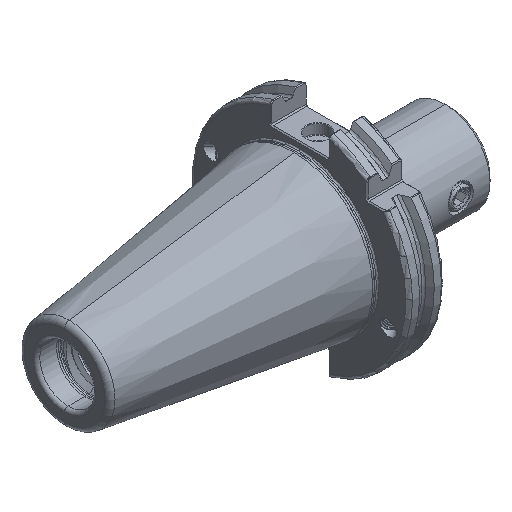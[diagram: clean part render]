
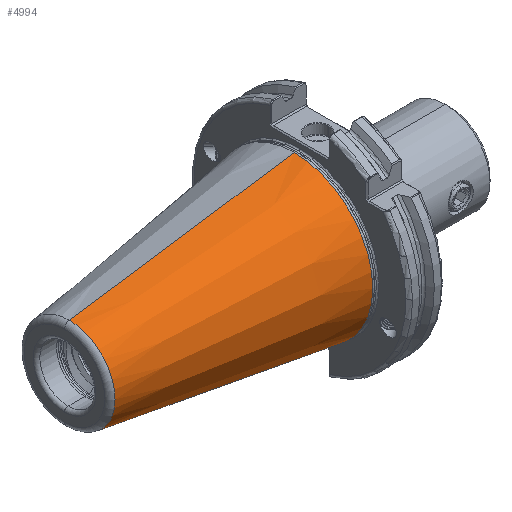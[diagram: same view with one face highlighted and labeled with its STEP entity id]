
A CAD part, isometric view. The second image highlights one B-rep face of the part: STEP entity #4994.
In plain terms, the highlighted conical face has half-angle 8.297 degrees and reference radius 35.392 mm.
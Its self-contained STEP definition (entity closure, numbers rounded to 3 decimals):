
#22 = EDGE_LOOP ( 'NONE', ( #33978, #33945, #33933, #33958, #33962 ) ) ;
#1096 = VERTEX_POINT ( 'NONE', #33459 ) ;
#1128 = VERTEX_POINT ( 'NONE', #33535 ) ;
#1324 = EDGE_CURVE ( 'NONE', #1096, #7268, #35777, .T. ) ;
#1331 = EDGE_CURVE ( 'NONE', #1128, #2463, #35721, .T. ) ;
#1835 = EDGE_CURVE ( 'NONE', #2463, #2452, #16200, .T. ) ;
#2452 = VERTEX_POINT ( 'NONE', #6897 ) ;
#2463 = VERTEX_POINT ( 'NONE', #6890 ) ;
#3857 = CARTESIAN_POINT ( 'NONE',  ( 0., 0., 0. ) ) ;
#3859 = DIRECTION ( 'NONE',  ( 1., 0., 0. ) ) ;
#3891 = DIRECTION ( 'NONE',  ( 0., 0., -1. ) ) ;
#4134 = DIRECTION ( 'NONE',  ( 1., 0., 0. ) ) ;
#4179 = DIRECTION ( 'NONE',  ( 0., 1., 0. ) ) ;
#4190 = CARTESIAN_POINT ( 'NONE',  ( -2.5, 0., 0. ) ) ;
#4210 = CARTESIAN_POINT ( 'NONE',  ( -2.5, 0., -35.027 ) ) ;
#4247 = DIRECTION ( 'NONE',  ( 1., 0., 0. ) ) ;
#4272 = DIRECTION ( 'NONE',  ( 0., 0., 1. ) ) ;
#4311 = CARTESIAN_POINT ( 'NONE',  ( -102.811, 0., 0. ) ) ;
#4994 = ADVANCED_FACE ( 'NONE', ( #16551 ), #16560, .T. ) ;
#6890 = CARTESIAN_POINT ( 'NONE',  ( -2.5, 0., 35.027 ) ) ;
#6897 = CARTESIAN_POINT ( 'NONE',  ( -2.5, -35.027, 0. ) ) ;
#7268 = VERTEX_POINT ( 'NONE', #4210 ) ;
#7757 = CARTESIAN_POINT ( 'NONE',  ( -2.5, 0., 0. ) ) ;
#7767 = DIRECTION ( 'NONE',  ( 1., 0., 0. ) ) ;
#7770 = DIRECTION ( 'NONE',  ( 0., 1., 0. ) ) ;
#15500 = EDGE_CURVE ( 'NONE', #2452, #7268, #27334, .T. ) ;
#15518 = EDGE_CURVE ( 'NONE', #1128, #1096, #27356, .T. ) ;
#15987 = AXIS2_PLACEMENT_3D ( 'NONE', #7757, #7767, #7770 ) ;
#16200 = CIRCLE ( 'NONE', #15987, 35.027 ) ;
#16301 = AXIS2_PLACEMENT_3D ( 'NONE', #3857, #3859, #3891 ) ;
#16446 = AXIS2_PLACEMENT_3D ( 'NONE', #4311, #4247, #4272 ) ;
#16457 = AXIS2_PLACEMENT_3D ( 'NONE', #4190, #4134, #4179 ) ;
#16551 = FACE_OUTER_BOUND ( 'NONE', #22, .T. ) ;
#16560 = CONICAL_SURFACE ( 'NONE', #16301, 35.392, 0.145 ) ;
#27334 = CIRCLE ( 'NONE', #16457, 35.027 ) ;
#27356 = CIRCLE ( 'NONE', #16446, 20.399 ) ;
#32510 = DIRECTION ( 'NONE',  ( 0.99, 0., 0.144 ) ) ;
#32519 = CARTESIAN_POINT ( 'NONE',  ( 0., 0., 35.392 ) ) ;
#33459 = CARTESIAN_POINT ( 'NONE',  ( -102.811, 0., -20.399 ) ) ;
#33521 = CARTESIAN_POINT ( 'NONE',  ( 0., 0., -35.392 ) ) ;
#33530 = DIRECTION ( 'NONE',  ( 0.99, 0., -0.144 ) ) ;
#33535 = CARTESIAN_POINT ( 'NONE',  ( -102.811, 0., 20.399 ) ) ;
#33933 = ORIENTED_EDGE ( 'NONE', *, *, #1324, .T. ) ;
#33945 = ORIENTED_EDGE ( 'NONE', *, *, #15518, .T. ) ;
#33958 = ORIENTED_EDGE ( 'NONE', *, *, #15500, .F. ) ;
#33962 = ORIENTED_EDGE ( 'NONE', *, *, #1835, .F. ) ;
#33978 = ORIENTED_EDGE ( 'NONE', *, *, #1331, .F. ) ;
#35721 = LINE ( 'NONE', #32519, #35755 ) ;
#35755 = VECTOR ( 'NONE', #32510, 1000. ) ;
#35777 = LINE ( 'NONE', #33521, #35784 ) ;
#35784 = VECTOR ( 'NONE', #33530, 1000. ) ;
